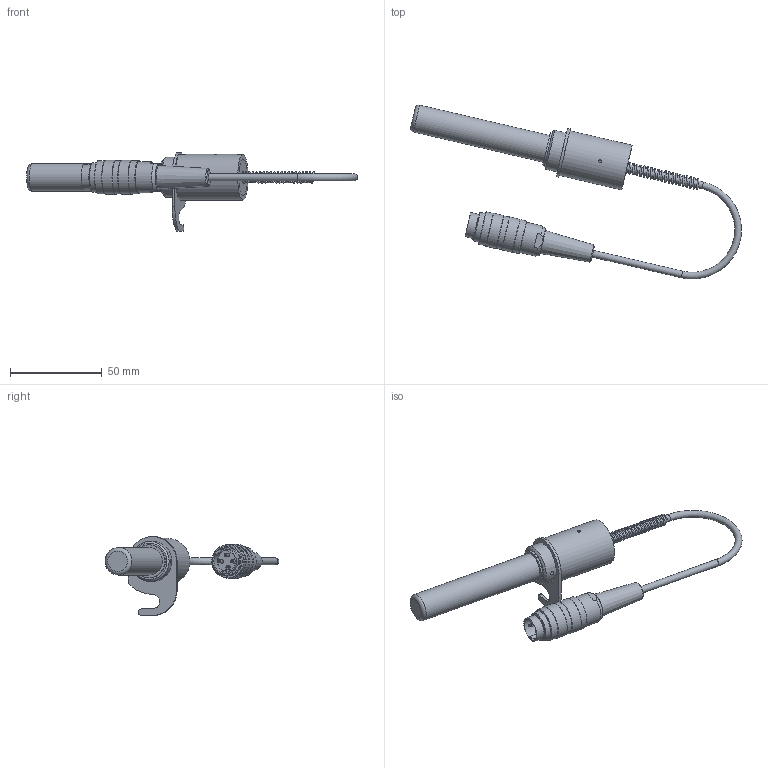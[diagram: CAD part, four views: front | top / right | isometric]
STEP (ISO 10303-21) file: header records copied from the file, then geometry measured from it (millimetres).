
FILE_DESCRIPTION(/* description */ (''),/* implementation_level */ '2;1');
FILE_NAME(/* name */ '130 119_R3E-5-12L20.stp',/* time_stamp */ '2020-11-22T15:41:20+01:00',/* author */ ('kuttig'),/* organization */ (''),/* preprocessor_version */ 'ST-DEVELOPER v16.13',/* originating_system */ 'Autodesk Inventor 2018',/* authorisation */ '');
FILE_SCHEMA (('AUTOMOTIVE_DESIGN { 1 0 10303 214 3 1 1 }'));
Length unit declared in the file: millimetre
Products named in the file (1): 130 119_R3E-5-12L20_Shrinkwrap_1
Bounding box: 180.71 x 94.98 x 43 mm (x, y, z)
Volume: 37527.7 mm3; surface area: 25189.3 mm2
Topology: 6 solids, 6 shells, 142 faces, 316 edges, 202 vertices
Faces by surface type: plane 68, cylinder 44, cone 19, bspline 7, torus 4
Full cylindrical faces by diameter (mm): 1.49 x3, 1.5 x2, 2 x2, 2.25 x1, 3 x1, 3.7 x2, 6.3 x1, 10.2 x1, 13.5 x1, 15 x1, 15.08 x1, 16 x1, 16.9 x1, 18 x2, 18.15 x3, 18.5 x2, 20 x2, 21.8 x1, 25 x1
Entity records: 8437 total; most frequent: CARTESIAN_POINT 5265, DIRECTION 633, ORIENTED_EDGE 508, AXIS2_PLACEMENT_3D 263, EDGE_CURVE 254, EDGE_LOOP 221, VERTEX_POINT 191, STYLED_ITEM 148
